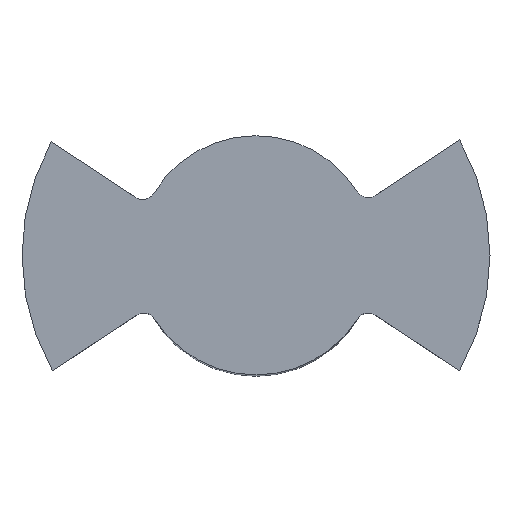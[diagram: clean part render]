
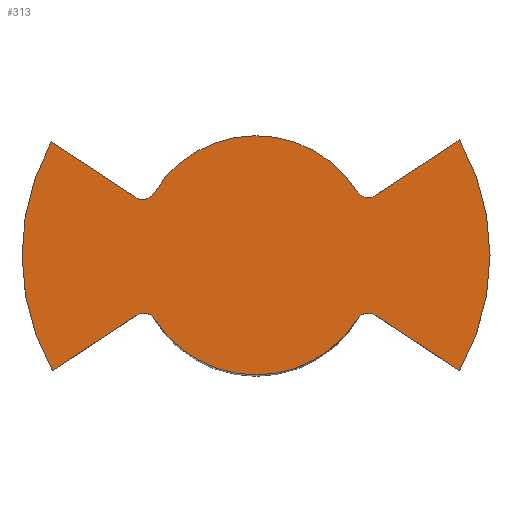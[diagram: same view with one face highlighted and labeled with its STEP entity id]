
A CAD part, top view. The second image highlights one B-rep face of the part: STEP entity #313.
In plain terms, the highlighted planar face has unit normal (0, 0, 1).
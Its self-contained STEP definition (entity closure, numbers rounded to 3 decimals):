
#24=PLANE('',#360);
#41=FACE_OUTER_BOUND('',#58,.T.);
#58=EDGE_LOOP('',(#278,#279,#280,#281,#282,#283,#284,#285,#286,#287,#288,
#289));
#59=CIRCLE('',#329,0.25);
#60=CIRCLE('',#332,0.25);
#63=CIRCLE('',#336,2.3);
#65=CIRCLE('',#338,2.3);
#67=CIRCLE('',#341,0.25);
#68=CIRCLE('',#343,0.25);
#73=CIRCLE('',#356,4.5);
#74=CIRCLE('',#359,4.5);
#79=LINE('',#485,#100);
#89=LINE('',#576,#110);
#92=LINE('',#606,#113);
#95=LINE('',#613,#116);
#100=VECTOR('',#373,10.);
#110=VECTOR('',#411,10.);
#113=VECTOR('',#434,10.);
#116=VECTOR('',#443,10.);
#127=VERTEX_POINT('',#468);
#128=VERTEX_POINT('',#470);
#131=VERTEX_POINT('',#483);
#134=VERTEX_POINT('',#503);
#135=VERTEX_POINT('',#505);
#139=VERTEX_POINT('',#515);
#140=VERTEX_POINT('',#517);
#143=VERTEX_POINT('',#540);
#145=VERTEX_POINT('',#561);
#148=VERTEX_POINT('',#574);
#153=VERTEX_POINT('',#605);
#154=VERTEX_POINT('',#609);
#157=EDGE_CURVE('',#127,#128,#59,.T.);
#162=EDGE_CURVE('',#127,#131,#79,.T.);
#165=EDGE_CURVE('',#134,#135,#60,.T.);
#171=EDGE_CURVE('',#139,#140,#63,.T.);
#174=EDGE_CURVE('',#128,#134,#65,.T.);
#177=EDGE_CURVE('',#140,#143,#67,.T.);
#181=EDGE_CURVE('',#145,#139,#68,.T.);
#185=EDGE_CURVE('',#148,#145,#89,.T.);
#194=EDGE_CURVE('',#153,#135,#92,.T.);
#196=EDGE_CURVE('',#154,#131,#73,.T.);
#198=EDGE_CURVE('',#143,#154,#95,.T.);
#199=EDGE_CURVE('',#153,#148,#74,.T.);
#278=ORIENTED_EDGE('',*,*,#162,.T.);
#279=ORIENTED_EDGE('',*,*,#196,.F.);
#280=ORIENTED_EDGE('',*,*,#198,.F.);
#281=ORIENTED_EDGE('',*,*,#177,.F.);
#282=ORIENTED_EDGE('',*,*,#171,.F.);
#283=ORIENTED_EDGE('',*,*,#181,.F.);
#284=ORIENTED_EDGE('',*,*,#185,.F.);
#285=ORIENTED_EDGE('',*,*,#199,.F.);
#286=ORIENTED_EDGE('',*,*,#194,.T.);
#287=ORIENTED_EDGE('',*,*,#165,.F.);
#288=ORIENTED_EDGE('',*,*,#174,.F.);
#289=ORIENTED_EDGE('',*,*,#157,.F.);
#313=ADVANCED_FACE('',(#41),#24,.F.);
#329=AXIS2_PLACEMENT_3D('',#471,#366,#367);
#332=AXIS2_PLACEMENT_3D('',#506,#377,#378);
#336=AXIS2_PLACEMENT_3D('',#518,#388,#389);
#338=AXIS2_PLACEMENT_3D('',#522,#393,#394);
#341=AXIS2_PLACEMENT_3D('',#541,#399,#400);
#343=AXIS2_PLACEMENT_3D('',#563,#405,#406);
#356=AXIS2_PLACEMENT_3D('',#610,#438,#439);
#359=AXIS2_PLACEMENT_3D('',#615,#446,#447);
#360=AXIS2_PLACEMENT_3D('',#616,#448,#449);
#366=DIRECTION('center_axis',(0.,0.,1.));
#367=DIRECTION('ref_axis',(-0.211,0.977,0.));
#373=DIRECTION('',(0.835,-0.55,0.));
#377=DIRECTION('center_axis',(0.,0.,1.));
#378=DIRECTION('ref_axis',(0.211,0.977,0.));
#388=DIRECTION('center_axis',(0.,0.,-1.));
#389=DIRECTION('ref_axis',(1.,0.,0.));
#393=DIRECTION('center_axis',(0.,0.,-1.));
#394=DIRECTION('ref_axis',(1.,0.,0.));
#399=DIRECTION('center_axis',(0.,0.,1.));
#400=DIRECTION('ref_axis',(-0.211,-0.977,0.));
#405=DIRECTION('center_axis',(0.,0.,1.));
#406=DIRECTION('ref_axis',(0.219,-0.976,0.));
#411=DIRECTION('',(0.835,-0.55,0.));
#434=DIRECTION('',(0.835,0.55,0.));
#438=DIRECTION('center_axis',(0.,0.,-1.));
#439=DIRECTION('ref_axis',(0.835,0.55,0.));
#443=DIRECTION('',(0.835,0.55,0.));
#446=DIRECTION('center_axis',(0.,0.,-1.));
#447=DIRECTION('ref_axis',(-0.835,-0.55,0.));
#448=DIRECTION('center_axis',(0.,0.,-1.));
#449=DIRECTION('ref_axis',(1.,0.,0.));
#468=CARTESIAN_POINT('',(2.294,-1.152,-1.574));
#470=CARTESIAN_POINT('',(1.945,-1.228,-1.574));
#471=CARTESIAN_POINT('Origin',(2.156,-1.361,-1.574));
#483=CARTESIAN_POINT('',(3.915,-2.22,-1.574));
#485=CARTESIAN_POINT('',(2.069,-1.004,-1.574));
#503=CARTESIAN_POINT('',(-1.945,-1.228,-1.574));
#505=CARTESIAN_POINT('',(-2.294,-1.152,-1.574));
#506=CARTESIAN_POINT('Origin',(-2.156,-1.361,-1.574));
#515=CARTESIAN_POINT('',(-1.965,1.195,-1.574));
#517=CARTESIAN_POINT('',(1.945,1.228,-1.574));
#518=CARTESIAN_POINT('Origin',(0.,0.,-1.574));
#522=CARTESIAN_POINT('Origin',(0.,0.,-1.574));
#540=CARTESIAN_POINT('',(2.294,1.152,-1.574));
#541=CARTESIAN_POINT('Origin',(2.156,1.361,-1.574));
#561=CARTESIAN_POINT('',(-2.317,1.116,-1.574));
#563=CARTESIAN_POINT('Origin',(-2.179,1.324,-1.574));
#574=CARTESIAN_POINT('',(-3.936,2.182,-1.574));
#576=CARTESIAN_POINT('',(-3.936,2.182,-1.574));
#605=CARTESIAN_POINT('',(-3.915,-2.22,-1.574));
#606=CARTESIAN_POINT('',(-3.915,-2.22,-1.574));
#609=CARTESIAN_POINT('',(3.915,2.22,-1.574));
#610=CARTESIAN_POINT('Origin',(0.,0.,-1.574));
#613=CARTESIAN_POINT('',(2.069,1.004,-1.574));
#615=CARTESIAN_POINT('Origin',(0.,0.,-1.574));
#616=CARTESIAN_POINT('Origin',(0.,0.,-1.574));
